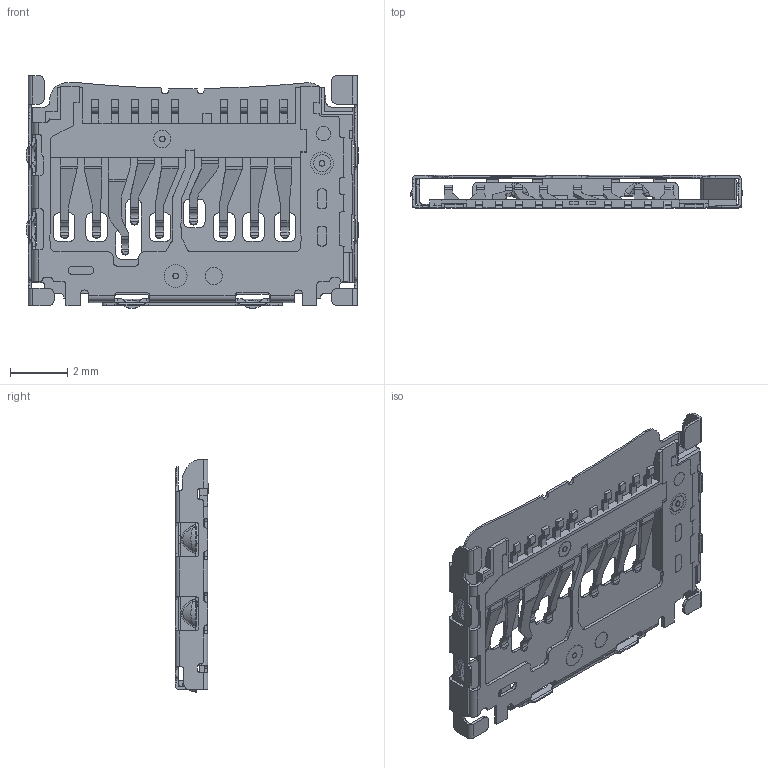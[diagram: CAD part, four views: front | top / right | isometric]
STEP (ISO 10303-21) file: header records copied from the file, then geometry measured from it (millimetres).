
FILE_DESCRIPTION(/* description */ ('STEP AP214'),/* implementation_level */ '2;1');
FILE_NAME(/* name */ 'MEM2085-00-115-00-A',/* time_stamp */ '2023-03-16T12:59:24+01:00',/* author */ ('License CC BY-ND 4.0'),/* organization */ ('CADENAS'),/* preprocessor_version */ 'ST-DEVELOPER v19.3',/* originating_system */ 'PARTsolutions',/* authorisation */ ' ');
FILE_SCHEMA (('AUTOMOTIVE_DESIGN {1 0 10303 214 3 1 1}'));
Length unit declared in the file: millimetre
Products named in the file (4): MEM2085-00-115-00-A; MEM2085-00-115-00-A_PART3; MEM2085-00-115-00-A_PART2; MEM2085-00-115-00-A_PART1
Assembly tree (3 placements, depth 2):
  MEM2085-00-115-00-A
    MEM2085-00-115-00-A_PART3
    MEM2085-00-115-00-A_PART2
    MEM2085-00-115-00-A_PART1
Bounding box: 11.63 x 1.18 x 8.16 mm (x, y, z)
Volume: 26 mm3; surface area: 411.2 mm2
Topology: 3 solids, 3 shells, 1234 faces, 3602 edges, 2355 vertices
Faces by surface type: plane 647, cylinder 513, bspline 74
Full cylindrical faces by diameter (mm): 0.2 x3, 0.4 x1, 0.5 x3, 0.6 x4, 0.8 x3
Entity records: 46818 total; most frequent: CARTESIAN_POINT 8612, ORIENTED_EDGE 7154, DIRECTION 6809, EDGE_CURVE 3577, LINE 2363, VECTOR 2363, VERTEX_POINT 2348, AXIS2_PLACEMENT_3D 2223
